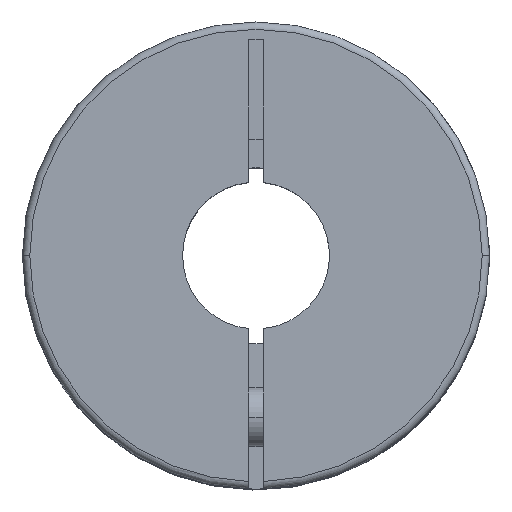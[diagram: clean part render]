
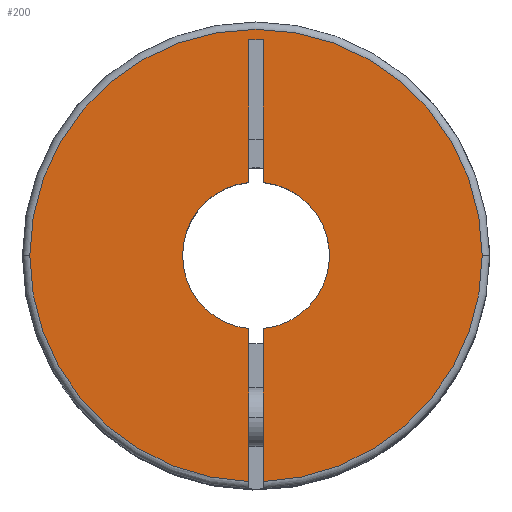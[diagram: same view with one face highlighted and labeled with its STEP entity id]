
A CAD part, top view. The second image highlights one B-rep face of the part: STEP entity #200.
In plain terms, the highlighted planar face has unit normal (0, 0, 1).
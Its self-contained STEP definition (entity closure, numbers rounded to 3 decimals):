
#7 = CARTESIAN_POINT ( 'NONE',  ( 0., 0., 0. ) ) ;
#13 = CARTESIAN_POINT ( 'NONE',  ( -0.5, -15.392, 0. ) ) ;
#43 = DIRECTION ( 'NONE',  ( -1., 0., 0. ) ) ;
#45 = CIRCLE ( 'NONE', #297, 15.4 ) ;
#46 = VECTOR ( 'NONE', #2759, 1000. ) ;
#70 = VERTEX_POINT ( 'NONE', #1161 ) ;
#118 = AXIS2_PLACEMENT_3D ( 'NONE', #7, #2431, #648 ) ;
#128 = DIRECTION ( 'NONE',  ( 0., -1., 0. ) ) ;
#130 = EDGE_CURVE ( 'NONE', #2818, #2928, #435, .T. ) ;
#134 = ORIENTED_EDGE ( 'NONE', *, *, #1030, .F. ) ;
#200 = ADVANCED_FACE ( 'NONE', ( #600 ), #1805, .F. ) ;
#292 = CIRCLE ( 'NONE', #1127, 5. ) ;
#293 = DIRECTION ( 'NONE',  ( 0., 0., -1. ) ) ;
#297 = AXIS2_PLACEMENT_3D ( 'NONE', #596, #2467, #1853 ) ;
#332 = DIRECTION ( 'NONE',  ( -1., 0., 0. ) ) ;
#367 = ORIENTED_EDGE ( 'NONE', *, *, #2300, .F. ) ;
#398 = EDGE_CURVE ( 'NONE', #2079, #1583, #292, .T. ) ;
#435 = CIRCLE ( 'NONE', #2379, 15.4 ) ;
#436 = DIRECTION ( 'NONE',  ( 0., 0., -1. ) ) ;
#439 = DIRECTION ( 'NONE',  ( -1., 0., 0. ) ) ;
#463 = CARTESIAN_POINT ( 'NONE',  ( -0.5, 14.7, 0. ) ) ;
#543 = EDGE_LOOP ( 'NONE', ( #3147, #585, #2048, #1880, #3153, #2158, #367, #2544, #2632, #134, #1744 ) ) ;
#577 = CARTESIAN_POINT ( 'NONE',  ( 0.5, -15.392, 0. ) ) ;
#585 = ORIENTED_EDGE ( 'NONE', *, *, #1259, .F. ) ;
#596 = CARTESIAN_POINT ( 'NONE',  ( 0., 0., 0. ) ) ;
#600 = FACE_OUTER_BOUND ( 'NONE', #543, .T. ) ;
#648 = DIRECTION ( 'NONE',  ( 0., -1., 0. ) ) ;
#653 = CARTESIAN_POINT ( 'NONE',  ( 0.5, -15.9, 0. ) ) ;
#728 = DIRECTION ( 'NONE',  ( -1., 0., 0. ) ) ;
#753 = VECTOR ( 'NONE', #43, 1000. ) ;
#797 = DIRECTION ( 'NONE',  ( 0., 0., -1. ) ) ;
#811 = LINE ( 'NONE', #1210, #753 ) ;
#869 = DIRECTION ( 'NONE',  ( 0., -1., 0. ) ) ;
#878 = CARTESIAN_POINT ( 'NONE',  ( -0.5, 4.975, 0. ) ) ;
#886 = CARTESIAN_POINT ( 'NONE',  ( 0., 0., 0. ) ) ;
#921 = VERTEX_POINT ( 'NONE', #878 ) ;
#927 = DIRECTION ( 'NONE',  ( -1., 0., 0. ) ) ;
#976 = EDGE_CURVE ( 'NONE', #3652, #1889, #811, .T. ) ;
#1030 = EDGE_CURVE ( 'NONE', #1976, #3414, #45, .T. ) ;
#1127 = AXIS2_PLACEMENT_3D ( 'NONE', #3506, #797, #439 ) ;
#1161 = CARTESIAN_POINT ( 'NONE',  ( -5., 0., 0. ) ) ;
#1210 = CARTESIAN_POINT ( 'NONE',  ( 0.5, 14.7, 0. ) ) ;
#1259 = EDGE_CURVE ( 'NONE', #3459, #2818, #2274, .T. ) ;
#1281 = CARTESIAN_POINT ( 'NONE',  ( -15.4, 0., 0. ) ) ;
#1341 = CARTESIAN_POINT ( 'NONE',  ( -0.5, 14.7, 0. ) ) ;
#1553 = VECTOR ( 'NONE', #869, 1000. ) ;
#1583 = VERTEX_POINT ( 'NONE', #2741 ) ;
#1604 = EDGE_CURVE ( 'NONE', #70, #921, #2498, .T. ) ;
#1628 = CARTESIAN_POINT ( 'NONE',  ( 0.5, -15.9, 0. ) ) ;
#1690 = LINE ( 'NONE', #1628, #3316 ) ;
#1744 = ORIENTED_EDGE ( 'NONE', *, *, #2920, .F. ) ;
#1805 = PLANE ( 'NONE',  #118 ) ;
#1828 = LINE ( 'NONE', #653, #46 ) ;
#1853 = DIRECTION ( 'NONE',  ( -1., 0., 0. ) ) ;
#1856 = DIRECTION ( 'NONE',  ( 0., 0., -1. ) ) ;
#1880 = ORIENTED_EDGE ( 'NONE', *, *, #1604, .T. ) ;
#1889 = VERTEX_POINT ( 'NONE', #1341 ) ;
#1892 = DIRECTION ( 'NONE',  ( 0., 1., 0. ) ) ;
#1976 = VERTEX_POINT ( 'NONE', #2970 ) ;
#1992 = CIRCLE ( 'NONE', #3697, 5. ) ;
#2048 = ORIENTED_EDGE ( 'NONE', *, *, #3855, .T. ) ;
#2079 = VERTEX_POINT ( 'NONE', #3519 ) ;
#2126 = AXIS2_PLACEMENT_3D ( 'NONE', #2822, #436, #728 ) ;
#2158 = ORIENTED_EDGE ( 'NONE', *, *, #976, .F. ) ;
#2172 = DIRECTION ( 'NONE',  ( -1., 0., 0. ) ) ;
#2274 = LINE ( 'NONE', #463, #2622 ) ;
#2300 = EDGE_CURVE ( 'NONE', #2079, #3652, #1690, .T. ) ;
#2379 = AXIS2_PLACEMENT_3D ( 'NONE', #2409, #1856, #2172 ) ;
#2409 = CARTESIAN_POINT ( 'NONE',  ( 0., 0., 0. ) ) ;
#2431 = DIRECTION ( 'NONE',  ( 0., 0., -1. ) ) ;
#2467 = DIRECTION ( 'NONE',  ( 0., 0., -1. ) ) ;
#2498 = CIRCLE ( 'NONE', #3639, 5. ) ;
#2544 = ORIENTED_EDGE ( 'NONE', *, *, #398, .T. ) ;
#2588 = CARTESIAN_POINT ( 'NONE',  ( 0.5, 14.7, 0. ) ) ;
#2622 = VECTOR ( 'NONE', #128, 1000. ) ;
#2632 = ORIENTED_EDGE ( 'NONE', *, *, #2778, .F. ) ;
#2664 = CARTESIAN_POINT ( 'NONE',  ( -0.5, -4.975, 0. ) ) ;
#2741 = CARTESIAN_POINT ( 'NONE',  ( 0.5, -4.975, 0. ) ) ;
#2759 = DIRECTION ( 'NONE',  ( 0., 1., 0. ) ) ;
#2778 = EDGE_CURVE ( 'NONE', #3414, #1583, #1828, .T. ) ;
#2818 = VERTEX_POINT ( 'NONE', #13 ) ;
#2822 = CARTESIAN_POINT ( 'NONE',  ( 0., 0., 0. ) ) ;
#2920 = EDGE_CURVE ( 'NONE', #2928, #1976, #3531, .T. ) ;
#2928 = VERTEX_POINT ( 'NONE', #1281 ) ;
#2970 = CARTESIAN_POINT ( 'NONE',  ( 15.4, 0., 0. ) ) ;
#2994 = DIRECTION ( 'NONE',  ( 0., 0., -1. ) ) ;
#2999 = CARTESIAN_POINT ( 'NONE',  ( 0., 0., 0. ) ) ;
#3096 = CARTESIAN_POINT ( 'NONE',  ( -0.5, 14.7, 0. ) ) ;
#3147 = ORIENTED_EDGE ( 'NONE', *, *, #130, .F. ) ;
#3153 = ORIENTED_EDGE ( 'NONE', *, *, #3870, .F. ) ;
#3298 = LINE ( 'NONE', #3096, #1553 ) ;
#3316 = VECTOR ( 'NONE', #1892, 1000. ) ;
#3414 = VERTEX_POINT ( 'NONE', #577 ) ;
#3459 = VERTEX_POINT ( 'NONE', #2664 ) ;
#3506 = CARTESIAN_POINT ( 'NONE',  ( 0., 0., 0. ) ) ;
#3519 = CARTESIAN_POINT ( 'NONE',  ( 0.5, 4.975, 0. ) ) ;
#3531 = CIRCLE ( 'NONE', #2126, 15.4 ) ;
#3639 = AXIS2_PLACEMENT_3D ( 'NONE', #2999, #293, #332 ) ;
#3652 = VERTEX_POINT ( 'NONE', #2588 ) ;
#3697 = AXIS2_PLACEMENT_3D ( 'NONE', #886, #2994, #927 ) ;
#3855 = EDGE_CURVE ( 'NONE', #3459, #70, #1992, .T. ) ;
#3870 = EDGE_CURVE ( 'NONE', #1889, #921, #3298, .T. ) ;
